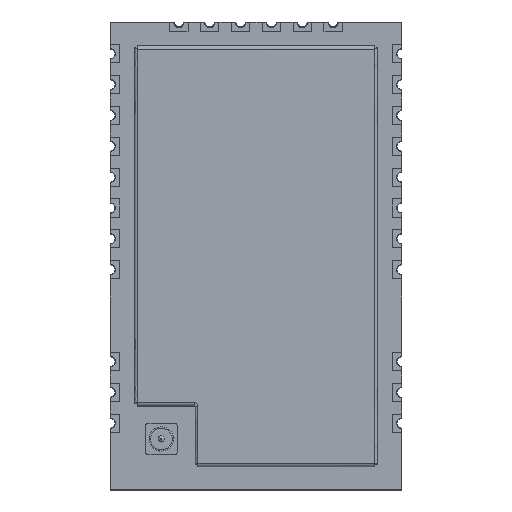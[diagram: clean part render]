
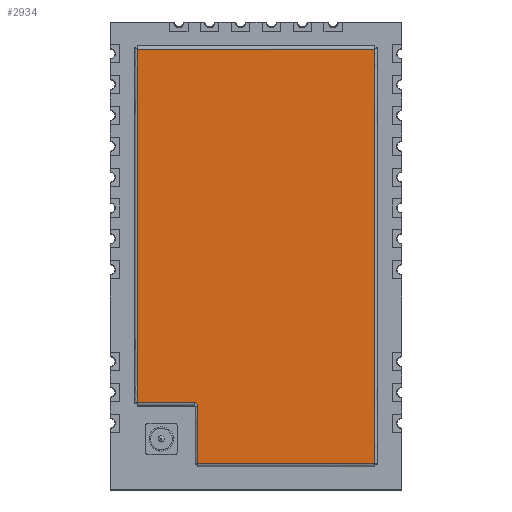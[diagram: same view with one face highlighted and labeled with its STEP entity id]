
A CAD part, top view. The second image highlights one B-rep face of the part: STEP entity #2934.
In plain terms, the highlighted free-form (B-spline) face has degree [1, 1] with [2, 2] control points.
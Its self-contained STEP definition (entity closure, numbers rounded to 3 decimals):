
#2898 = EDGE_CURVE('',#2899,#2901,#2903,.T.);
#2899 = VERTEX_POINT('',#2900);
#2900 = CARTESIAN_POINT('',(-6.919,-14.842,
    5.393));
#2901 = VERTEX_POINT('',#2902);
#2902 = CARTESIAN_POINT('',(-6.512,-15.249,5.393
    ));
#2903 = ( BOUNDED_CURVE() B_SPLINE_CURVE(2,(#2904,#2905,#2906),
.UNSPECIFIED.,.F.,.F.) B_SPLINE_CURVE_WITH_KNOTS((3,3),(4.712,
6.283),.PIECEWISE_BEZIER_KNOTS.) CURVE() 
GEOMETRIC_REPRESENTATION_ITEM() RATIONAL_B_SPLINE_CURVE((1.,
0.707,1.)) REPRESENTATION_ITEM('') );
#2904 = CARTESIAN_POINT('',(-6.919,-14.842,
    5.393));
#2905 = CARTESIAN_POINT('',(-6.512,-14.842,
    5.393));
#2906 = CARTESIAN_POINT('',(-6.512,-15.249,5.393
    ));
#2934 = ADVANCED_FACE('',(#2935),#2978,.T.);
#2935 = FACE_BOUND('',#2936,.T.);
#2936 = EDGE_LOOP('',(#2937,#2946,#2953,#2960,#2965,#2966,#2973));
#2937 = ORIENTED_EDGE('',*,*,#2938,.T.);
#2938 = EDGE_CURVE('',#2939,#2941,#2943,.T.);
#2939 = VERTEX_POINT('',#2940);
#2940 = CARTESIAN_POINT('',(13.295,-21.625,
    5.393));
#2941 = VERTEX_POINT('',#2942);
#2942 = CARTESIAN_POINT('',(13.295,24.637,
    5.393));
#2943 = B_SPLINE_CURVE_WITH_KNOTS('',1,(#2944,#2945),.UNSPECIFIED.,.F.,
  .F.,(2,2),(-18.49,15.61),.PIECEWISE_BEZIER_KNOTS.);
#2944 = CARTESIAN_POINT('',(13.295,-21.625,
    5.393));
#2945 = CARTESIAN_POINT('',(13.295,24.637,
    5.393));
#2946 = ORIENTED_EDGE('',*,*,#2947,.T.);
#2947 = EDGE_CURVE('',#2941,#2948,#2950,.T.);
#2948 = VERTEX_POINT('',#2949);
#2949 = CARTESIAN_POINT('',(-13.295,24.637,
    5.393));
#2950 = B_SPLINE_CURVE_WITH_KNOTS('',1,(#2951,#2952),.UNSPECIFIED.,.F.,
  .F.,(2,2),(-9.8,9.8),.PIECEWISE_BEZIER_KNOTS.);
#2951 = CARTESIAN_POINT('',(13.295,24.637,
    5.393));
#2952 = CARTESIAN_POINT('',(-13.295,24.637,
    5.393));
#2953 = ORIENTED_EDGE('',*,*,#2954,.T.);
#2954 = EDGE_CURVE('',#2948,#2955,#2957,.T.);
#2955 = VERTEX_POINT('',#2956);
#2956 = CARTESIAN_POINT('',(-13.295,-14.842,
    5.393));
#2957 = B_SPLINE_CURVE_WITH_KNOTS('',1,(#2958,#2959),.UNSPECIFIED.,.F.,
  .F.,(2,2),(-15.61,13.49),.PIECEWISE_BEZIER_KNOTS.);
#2958 = CARTESIAN_POINT('',(-13.295,24.637,
    5.393));
#2959 = CARTESIAN_POINT('',(-13.295,-14.842,
    5.393));
#2960 = ORIENTED_EDGE('',*,*,#2961,.T.);
#2961 = EDGE_CURVE('',#2955,#2899,#2962,.T.);
#2962 = B_SPLINE_CURVE_WITH_KNOTS('',1,(#2963,#2964),.UNSPECIFIED.,.F.,
  .F.,(2,2),(-9.8,-5.1),.PIECEWISE_BEZIER_KNOTS.);
#2963 = CARTESIAN_POINT('',(-13.295,-14.842,
    5.393));
#2964 = CARTESIAN_POINT('',(-6.919,-14.842,
    5.393));
#2965 = ORIENTED_EDGE('',*,*,#2898,.T.);
#2966 = ORIENTED_EDGE('',*,*,#2967,.T.);
#2967 = EDGE_CURVE('',#2901,#2968,#2970,.T.);
#2968 = VERTEX_POINT('',#2969);
#2969 = CARTESIAN_POINT('',(-6.512,-21.625,
    5.393));
#2970 = B_SPLINE_CURVE_WITH_KNOTS('',1,(#2971,#2972),.UNSPECIFIED.,.F.,
  .F.,(2,2),(13.79,18.49),.PIECEWISE_BEZIER_KNOTS.);
#2971 = CARTESIAN_POINT('',(-6.512,-15.249,5.393
    ));
#2972 = CARTESIAN_POINT('',(-6.512,-21.625,
    5.393));
#2973 = ORIENTED_EDGE('',*,*,#2974,.T.);
#2974 = EDGE_CURVE('',#2968,#2939,#2975,.T.);
#2975 = B_SPLINE_CURVE_WITH_KNOTS('',1,(#2976,#2977),.UNSPECIFIED.,.F.,
  .F.,(2,2),(-4.8,9.8),.PIECEWISE_BEZIER_KNOTS.);
#2976 = CARTESIAN_POINT('',(-6.512,-21.625,
    5.393));
#2977 = CARTESIAN_POINT('',(13.295,-21.625,
    5.393));
#2978 = B_SPLINE_SURFACE_WITH_KNOTS('',1,1,(
    (#2979,#2980)
    ,(#2981,#2982
    )),.UNSPECIFIED.,.F.,.F.,.F.,(2,2),(2,2),(-9.8,9.8),(-18.49,15.61),
  .PIECEWISE_BEZIER_KNOTS.);
#2979 = CARTESIAN_POINT('',(-13.295,-21.625,
    5.393));
#2980 = CARTESIAN_POINT('',(-13.295,24.637,
    5.393));
#2981 = CARTESIAN_POINT('',(13.295,-21.625,
    5.393));
#2982 = CARTESIAN_POINT('',(13.295,24.637,
    5.393));
